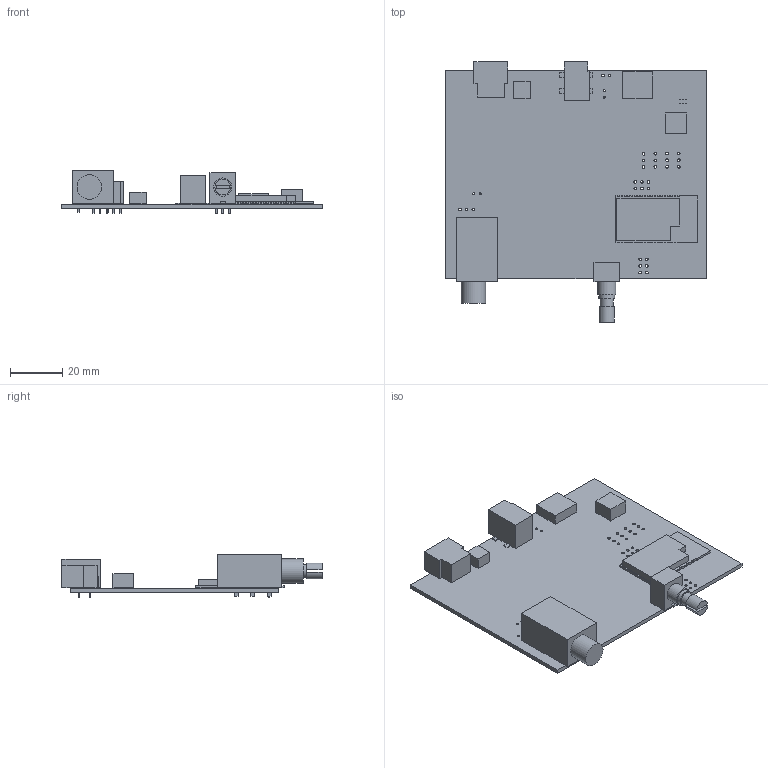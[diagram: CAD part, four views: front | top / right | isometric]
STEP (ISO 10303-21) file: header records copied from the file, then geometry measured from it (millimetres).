
FILE_DESCRIPTION(('KiCad electronic assembly'),'2;1');
FILE_NAME('ample.step','2023-06-24T21:23:29',('Pcbnew'),('Kicad'), 'Open CASCADE STEP processor 7.7','KiCad to STEP converter','Unknown' );
FILE_SCHEMA(('AUTOMOTIVE_DESIGN { 1 0 10303 214 1 1 1 1 }'));
Length unit declared in the file: millimetre
Products named in the file (18): ample 1; L_Eaton_HCM1A0805; SOLID; Jack_6.35mm_Neutrik_NRJ6HM-1-PRE_Horizontal; Potentiometer_Bourns_PTD901-XX15K-X_Horizontal; L_Abracon_ASPI-6045T; ESP32_WROVER; L_Sumida_104CDMCCDS; TOSLINK_TORX1350A(F)_Horizontal; DCJ200-05-A; _autosave-ample PCB
Assembly tree (17 placements, depth 3):
  ample 1
    L_Eaton_HCM1A0805
      SOLID
    Jack_6.35mm_Neutrik_NRJ6HM-1-PRE_Horizontal
      SOLID
    Potentiometer_Bourns_PTD901-XX15K-X_Horizontal
      SOLID
    L_Abracon_ASPI-6045T
      SOLID
    ESP32_WROVER
      SOLID
    L_Sumida_104CDMCCDS
      SOLID
    TOSLINK_TORX1350A(F)_Horizontal
      SOLID
    DCJ200-05-A
      SOLID
    _autosave-ample PCB
Bounding box: 100 x 99.8 x 16.2 mm (x, y, z)
Volume: 24343.5 mm3; surface area: 24096.3 mm2
Topology: 9 solids, 9 shells, 319 faces, 819 edges, 542 vertices
Faces by surface type: plane 216, cylinder 103
Full cylindrical faces by diameter (mm): 0.2 x6, 0.8 x7, 1 x29, 1.1 x2, 1.2 x3, 1.4 x1, 1.5 x6, 1.6 x2, 1.8 x1, 2 x1, 5 x1, 6 x1, 6.6 x1, 7 x1, 9.4 x1
Entity records: 21278 total; most frequent: CARTESIAN_POINT 4020, DIRECTION 3227, LINE 2037, VECTOR 2037, ORIENTED_EDGE 1638, PCURVE 1638, DEFINITIONAL_REPRESENTATION 1638, EDGE_CURVE 819
